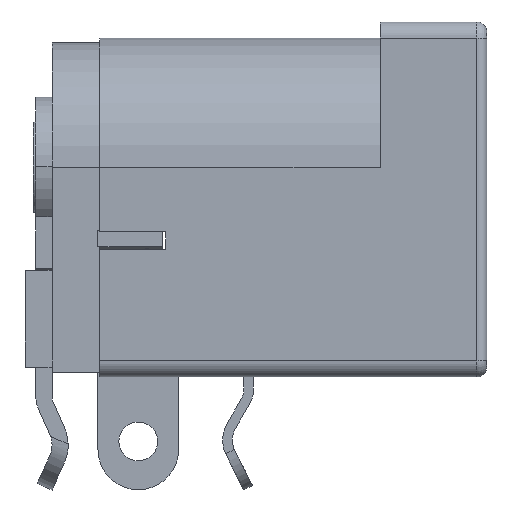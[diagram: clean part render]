
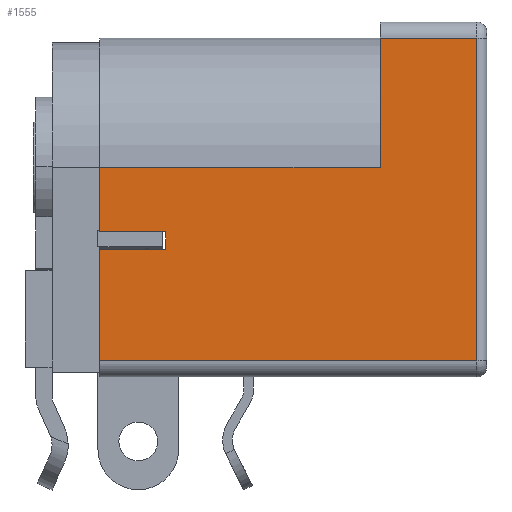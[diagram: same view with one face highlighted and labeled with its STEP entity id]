
A CAD part, left-side view. The second image highlights one B-rep face of the part: STEP entity #1555.
In plain terms, the highlighted planar face has unit normal (-1, 0, 0).
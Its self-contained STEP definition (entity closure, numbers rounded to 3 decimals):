
#838 = VERTEX_POINT('',#839);
#839 = CARTESIAN_POINT('',(-4.5,0.3,0.5));
#949 = VERTEX_POINT('',#950);
#950 = CARTESIAN_POINT('',(-4.5,0.3,10.5));
#1214 = EDGE_CURVE('',#1215,#1217,#1219,.T.);
#1215 = VERTEX_POINT('',#1216);
#1216 = CARTESIAN_POINT('',(-4.5,9.95,3.95));
#1217 = VERTEX_POINT('',#1218);
#1218 = CARTESIAN_POINT('',(-4.5,9.95,4.5));
#1219 = LINE('',#1220,#1221);
#1220 = CARTESIAN_POINT('',(-4.5,9.95,3.95));
#1221 = VECTOR('',#1222,1.);
#1222 = DIRECTION('',(0.,0.,1.));
#1328 = VERTEX_POINT('',#1329);
#1329 = CARTESIAN_POINT('',(-4.5,12.,3.95));
#1335 = EDGE_CURVE('',#1215,#1328,#1336,.T.);
#1336 = LINE('',#1337,#1338);
#1337 = CARTESIAN_POINT('',(-4.5,12.,3.95));
#1338 = VECTOR('',#1339,1.);
#1339 = DIRECTION('',(0.,1.,0.));
#1358 = VERTEX_POINT('',#1359);
#1359 = CARTESIAN_POINT('',(-4.5,12.,0.5));
#1366 = EDGE_CURVE('',#1328,#1358,#1367,.T.);
#1367 = LINE('',#1368,#1369);
#1368 = CARTESIAN_POINT('',(-4.5,12.,0.5));
#1369 = VECTOR('',#1370,1.);
#1370 = DIRECTION('',(0.,0.,-1.));
#1381 = EDGE_CURVE('',#1358,#838,#1382,.T.);
#1382 = LINE('',#1383,#1384);
#1383 = CARTESIAN_POINT('',(-4.5,12.,0.5));
#1384 = VECTOR('',#1385,1.);
#1385 = DIRECTION('',(0.,-1.,0.));
#1399 = EDGE_CURVE('',#838,#949,#1400,.T.);
#1400 = LINE('',#1401,#1402);
#1401 = CARTESIAN_POINT('',(-4.5,0.3,0.5));
#1402 = VECTOR('',#1403,1.);
#1403 = DIRECTION('',(0.,0.,1.));
#1424 = VERTEX_POINT('',#1425);
#1425 = CARTESIAN_POINT('',(-4.5,3.3,10.5));
#1432 = EDGE_CURVE('',#949,#1424,#1433,.T.);
#1433 = LINE('',#1434,#1435);
#1434 = CARTESIAN_POINT('',(-4.5,12.,10.5));
#1435 = VECTOR('',#1436,1.);
#1436 = DIRECTION('',(0.,1.,0.));
#1531 = EDGE_CURVE('',#1532,#1217,#1534,.T.);
#1532 = VERTEX_POINT('',#1533);
#1533 = CARTESIAN_POINT('',(-4.5,12.,4.5));
#1534 = LINE('',#1535,#1536);
#1535 = CARTESIAN_POINT('',(-4.5,12.,4.5));
#1536 = VECTOR('',#1537,1.);
#1537 = DIRECTION('',(0.,-1.,0.));
#1555 = ADVANCED_FACE('',(#1556),#1587,.T.);
#1556 = FACE_BOUND('',#1557,.T.);
#1557 = EDGE_LOOP('',(#1558,#1568,#1574,#1575,#1576,#1577,#1578,#1579,
    #1580,#1581));
#1558 = ORIENTED_EDGE('',*,*,#1559,.T.);
#1559 = EDGE_CURVE('',#1560,#1562,#1564,.T.);
#1560 = VERTEX_POINT('',#1561);
#1561 = CARTESIAN_POINT('',(-4.5,3.3,6.5));
#1562 = VERTEX_POINT('',#1563);
#1563 = CARTESIAN_POINT('',(-4.5,12.,6.5));
#1564 = LINE('',#1565,#1566);
#1565 = CARTESIAN_POINT('',(-4.5,3.3,6.5));
#1566 = VECTOR('',#1567,1.);
#1567 = DIRECTION('',(0.,1.,0.));
#1568 = ORIENTED_EDGE('',*,*,#1569,.F.);
#1569 = EDGE_CURVE('',#1532,#1562,#1570,.T.);
#1570 = LINE('',#1571,#1572);
#1571 = CARTESIAN_POINT('',(-4.5,12.,4.5));
#1572 = VECTOR('',#1573,1.);
#1573 = DIRECTION('',(0.,0.,1.));
#1574 = ORIENTED_EDGE('',*,*,#1531,.T.);
#1575 = ORIENTED_EDGE('',*,*,#1214,.F.);
#1576 = ORIENTED_EDGE('',*,*,#1335,.T.);
#1577 = ORIENTED_EDGE('',*,*,#1366,.T.);
#1578 = ORIENTED_EDGE('',*,*,#1381,.T.);
#1579 = ORIENTED_EDGE('',*,*,#1399,.T.);
#1580 = ORIENTED_EDGE('',*,*,#1432,.T.);
#1581 = ORIENTED_EDGE('',*,*,#1582,.F.);
#1582 = EDGE_CURVE('',#1560,#1424,#1583,.T.);
#1583 = LINE('',#1584,#1585);
#1584 = CARTESIAN_POINT('',(-4.5,3.3,6.5));
#1585 = VECTOR('',#1586,1.);
#1586 = DIRECTION('',(0.,0.,1.));
#1587 = PLANE('',#1588);
#1588 = AXIS2_PLACEMENT_3D('',#1589,#1590,#1591);
#1589 = CARTESIAN_POINT('',(-4.5,12.,0.5));
#1590 = DIRECTION('',(-1.,0.,0.));
#1591 = DIRECTION('',(0.,-1.,0.));
